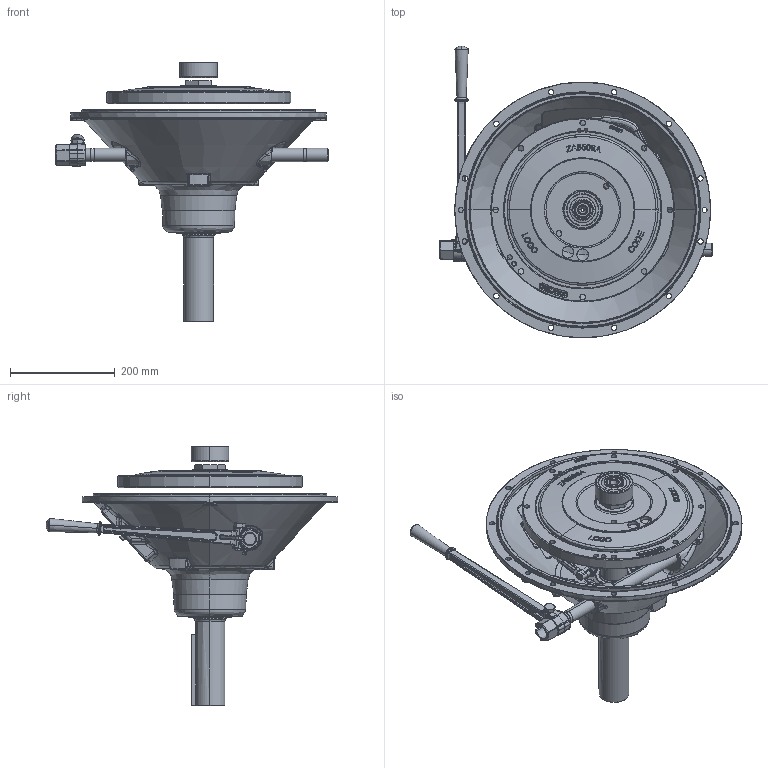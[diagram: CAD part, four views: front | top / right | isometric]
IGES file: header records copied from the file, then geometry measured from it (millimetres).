
Start section: SolidWorks IGES file using analytic representation for surfaces
Global section: file name: SP111P201.IGS; native system: SolidWorks 2010; preprocessor: SolidWorks 2010; author: josephl; date: 131120.085336; units: inch
Bounding box: 520.7 x 558.27 x 497.59 mm (x, y, z)
Surface area: 976637.1 mm2 (no closed solid volume)
Topology: 0 solids, 0 shells, 1800 faces, 27372 edges, 27279 vertices
Faces by surface type: bspline 1219, revolution 581
